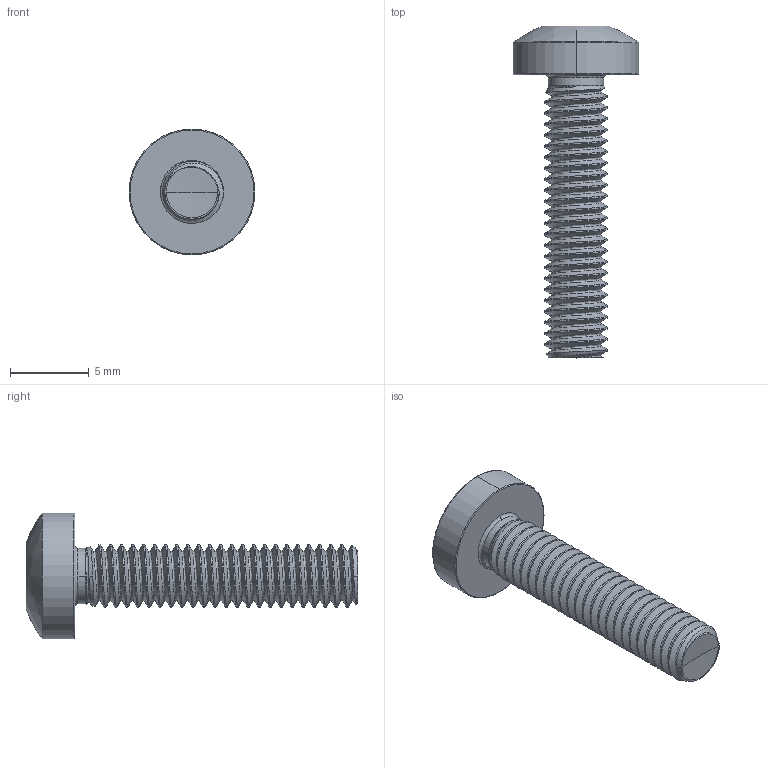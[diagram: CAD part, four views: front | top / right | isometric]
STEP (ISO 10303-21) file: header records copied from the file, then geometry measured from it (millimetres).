
FILE_DESCRIPTION (( 'STEP AP203' ), '1' );
FILE_NAME ('STM390400180.STEP', '2020-12-23T16:12:28', ( '' ), ( '' ), 'SwSTEP 2.0', 'SolidWorks 2015', '' );
FILE_SCHEMA (( 'CONFIG_CONTROL_DESIGN' ));
Length unit declared in the file: millimetre
Products named in the file (2): STM390400180
Bounding box: 8 x 21.1 x 8 mm (x, y, z)
Volume: 298.4 mm3; surface area: 508.4 mm2
Topology: 1 solids, 1 shells, 122 faces, 324 edges, 204 vertices
Faces by surface type: cylinder 71, bspline 18, torus 14, cone 12, sphere 4, plane 3
Entity records: 24941 total; most frequent: CARTESIAN_POINT 22229, ORIENTED_EDGE 644, DIRECTION 429, EDGE_CURVE 322, VERTEX_POINT 204, AXIS2_PLACEMENT_3D 174, EDGE_LOOP 124, FACE_OUTER_BOUND 122
